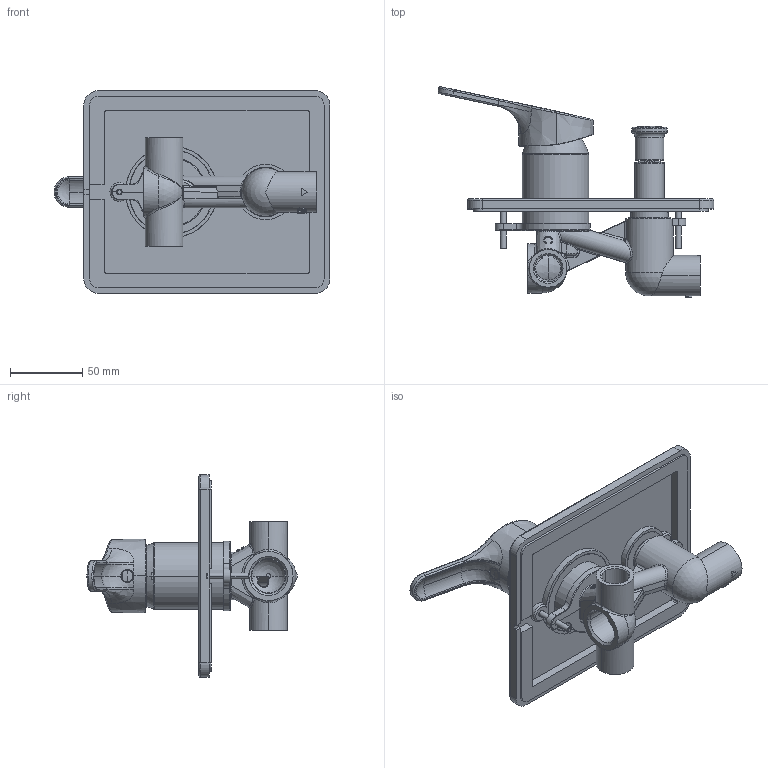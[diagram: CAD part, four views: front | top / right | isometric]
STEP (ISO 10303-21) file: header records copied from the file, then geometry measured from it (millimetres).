
FILE_DESCRIPTION((''),'2;1');
FILE_NAME('FFAS1420-609500BC0_ASM','2018-08-16T',('10114231'),(''),'CREO PARAMETRIC BY PTC INC, 2014440','CREO PARAMETRIC BY PTC INC, 2014440','');
FILE_SCHEMA(('CONFIG_CONTROL_DESIGN'));
Products named in the file (32): 158D60054R; 1582220050; 158B950189_BODY; 158B950189_PIVOT; 158B950189_WASHER; 158B950189_ASM; 603275; 611483; 911761; 917213; 915735; 912658; 912644; A923284; A911955; 909978; A903405; D653702_ASM; 607749; 612208; 613879; 612202; 613832; 650793_ASM; HANDLE_GEAR; 1580723350; 158A917376; A907112; 607676; 1581839699; 611054-2127; FFAS1420-609500BC0_ASM
Assembly tree (34 placements, depth 3):
  FFAS1420-609500BC0_ASM
    158D60054R
    1582220050
    158B950189_ASM
      158B950189_BODY
      158B950189_PIVOT
      158B950189_WASHER  x2
    603275
    D653702_ASM
      611483
      911761
      917213
      915735
      912658
      912644
      A923284
      A911955
      909978
      A903405
    650793_ASM
      607749
      612208
      613879
      612202
      613832
    HANDLE_GEAR
    1580723350
    158A917376
    A907112
    607676  x2
    1581839699  x2
    611054-2127
Bounding box: 190.55 x 145.25 x 140 mm (x, y, z)
Volume: 309197.1 mm3; surface area: 186429.2 mm2
Topology: 32 solids, 32 shells, 1592 faces, 3817 edges, 2324 vertices
Faces by surface type: plane 549, cylinder 432, bspline 286, torus 144, cone 141, sphere 32, extrusion 8
Entity records: 60491 total; most frequent: CARTESIAN_POINT 26597, ORIENTED_EDGE 7224, DIRECTION 6605, EDGE_CURVE 3612, AXIS2_PLACEMENT_3D 2609, VERTEX_POINT 2206, EDGE_LOOP 1628, FACE_OUTER_BOUND 1514
